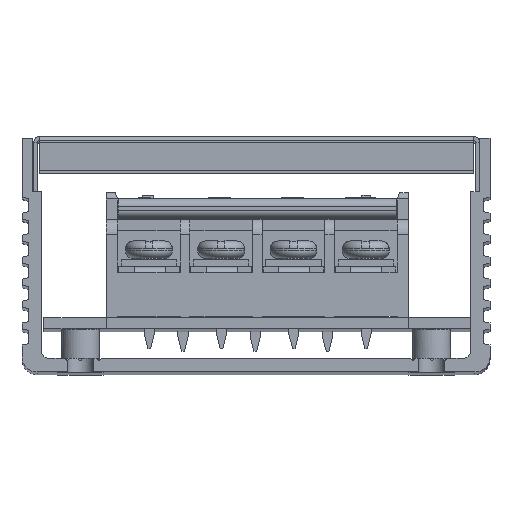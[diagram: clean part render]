
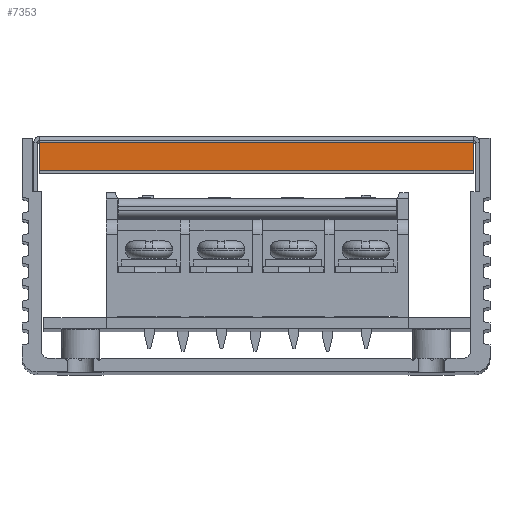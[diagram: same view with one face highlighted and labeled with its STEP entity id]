
A CAD part, top view. The second image highlights one B-rep face of the part: STEP entity #7353.
In plain terms, the highlighted face is planar.
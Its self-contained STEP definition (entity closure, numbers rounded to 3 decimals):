
#1370 = VECTOR ( 'NONE', #38458, 1000. ) ;
#4787 = DIRECTION ( 'NONE',  ( 0., 1., 0. ) ) ;
#6063 = VECTOR ( 'NONE', #87799, 1000. ) ;
#7124 = VERTEX_POINT ( 'NONE', #38012 ) ;
#7353 = ADVANCED_FACE ( 'NONE', ( #41850 ), #91819, .F. ) ;
#20636 = CARTESIAN_POINT ( 'NONE',  ( 92.75, 28.75, 4. ) ) ;
#22588 = LINE ( 'NONE', #35964, #6063 ) ;
#23790 = CARTESIAN_POINT ( 'NONE',  ( 92.75, -28.75, 0.25 ) ) ;
#28876 = CARTESIAN_POINT ( 'NONE',  ( 92.75, 28.75, 0.25 ) ) ;
#29570 = DIRECTION ( 'NONE',  ( 0., 0., 1. ) ) ;
#30045 = CARTESIAN_POINT ( 'NONE',  ( 92.75, 28.75, 0. ) ) ;
#30364 = CARTESIAN_POINT ( 'NONE',  ( 92.75, 0., 4. ) ) ;
#35964 = CARTESIAN_POINT ( 'NONE',  ( 92.75, -28.75, 0. ) ) ;
#36868 = VERTEX_POINT ( 'NONE', #28876 ) ;
#37135 = ORIENTED_EDGE ( 'NONE', *, *, #90163, .T. ) ;
#38012 = CARTESIAN_POINT ( 'NONE',  ( 92.75, -28.75, 0.25 ) ) ;
#38458 = DIRECTION ( 'NONE',  ( 0., -1., 0. ) ) ;
#39991 = DIRECTION ( 'NONE',  ( 0., -1., 0. ) ) ;
#40629 = VERTEX_POINT ( 'NONE', #93132 ) ;
#41850 = FACE_OUTER_BOUND ( 'NONE', #80039, .T. ) ;
#43660 = AXIS2_PLACEMENT_3D ( 'NONE', #86091, #49455, #4787 ) ;
#44492 = EDGE_CURVE ( 'NONE', #36868, #7124, #59984, .T. ) ;
#48699 = EDGE_CURVE ( 'NONE', #51462, #40629, #51809, .T. ) ;
#49175 = ORIENTED_EDGE ( 'NONE', *, *, #44492, .F. ) ;
#49455 = DIRECTION ( 'NONE',  ( -1., 0., 0. ) ) ;
#51462 = VERTEX_POINT ( 'NONE', #20636 ) ;
#51809 = LINE ( 'NONE', #30364, #1370 ) ;
#56770 = VECTOR ( 'NONE', #39991, 1000. ) ;
#59984 = LINE ( 'NONE', #23790, #56770 ) ;
#60678 = VECTOR ( 'NONE', #29570, 1000. ) ;
#69544 = EDGE_CURVE ( 'NONE', #40629, #7124, #22588, .T. ) ;
#71662 = ORIENTED_EDGE ( 'NONE', *, *, #69544, .T. ) ;
#72439 = LINE ( 'NONE', #30045, #60678 ) ;
#72728 = ORIENTED_EDGE ( 'NONE', *, *, #48699, .T. ) ;
#80039 = EDGE_LOOP ( 'NONE', ( #49175, #37135, #72728, #71662 ) ) ;
#86091 = CARTESIAN_POINT ( 'NONE',  ( 92.75, 0., 0. ) ) ;
#87799 = DIRECTION ( 'NONE',  ( 0., 0., -1. ) ) ;
#90163 = EDGE_CURVE ( 'NONE', #36868, #51462, #72439, .T. ) ;
#91819 = PLANE ( 'NONE',  #43660 ) ;
#93132 = CARTESIAN_POINT ( 'NONE',  ( 92.75, -28.75, 4. ) ) ;
